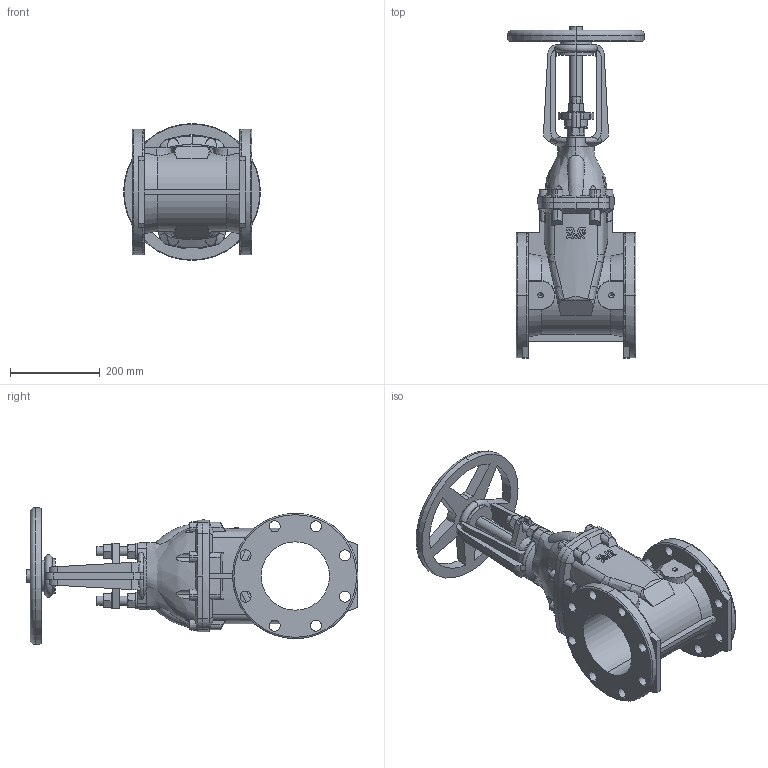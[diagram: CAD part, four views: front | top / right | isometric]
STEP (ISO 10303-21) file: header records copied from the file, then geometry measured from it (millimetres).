
FILE_DESCRIPTION (( 'STEP AP203' ), '1' );
FILE_NAME ('O_45_56_DN150_X1_AA1_step.step', '2015-08-25T09:22:53', ( 'Windows User' ), ( 'AVK' ), 'SwSTEP 2.0', 'SolidWorks 2012', '' );
FILE_SCHEMA (( 'CONFIG_CONTROL_DESIGN' ));
Length unit declared in the file: millimetre
Products named in the file (1): O_45_56_DN150_X1_AA1_step
Bounding box: 305 x 739.7 x 305 mm (x, y, z)
Volume: 12406942 mm3; surface area: 939904.3 mm2
Topology: 1 solids, 1 shells, 588 faces, 1554 edges, 985 vertices
Faces by surface type: plane 209, cone 163, cylinder 148, bspline 48, torus 20
Entity records: 26093 total; most frequent: CARTESIAN_POINT 12229, ORIENTED_EDGE 3100, DIRECTION 2631, EDGE_CURVE 1550, AXIS2_PLACEMENT_3D 1053, VERTEX_POINT 985, EDGE_LOOP 661, FACE_OUTER_BOUND 588
